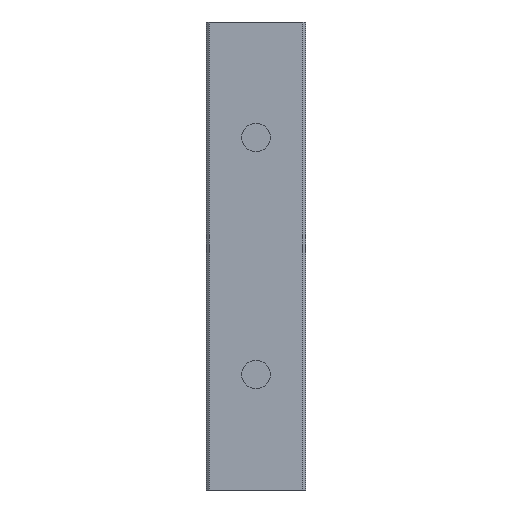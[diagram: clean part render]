
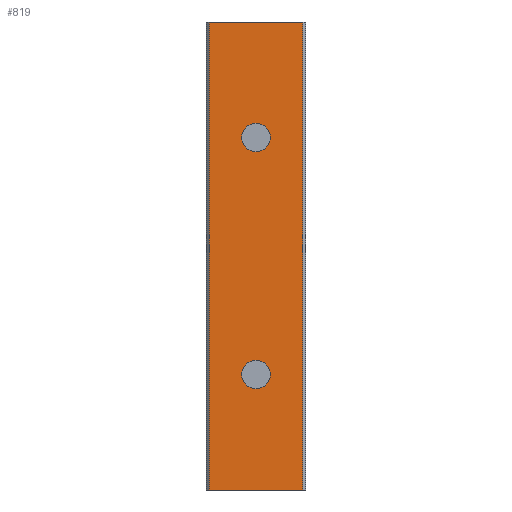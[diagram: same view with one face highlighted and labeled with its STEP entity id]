
A CAD part, front view. The second image highlights one B-rep face of the part: STEP entity #819.
In plain terms, the highlighted planar face has unit normal (0, -1, 0).
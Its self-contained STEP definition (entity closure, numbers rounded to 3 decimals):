
#31 = EDGE_CURVE ( 'NONE', #917, #912, #2131, .T. ) ;
#57 = EDGE_CURVE ( 'NONE', #944, #921, #898, .T. ) ;
#79 = EDGE_CURVE ( 'NONE', #2046, #2046, #993, .T. ) ;
#112 = EDGE_CURVE ( 'NONE', #944, #917, #1037, .T. ) ;
#135 = EDGE_CURVE ( 'NONE', #921, #912, #1076, .T. ) ;
#176 = EDGE_CURVE ( 'NONE', #2058, #2058, #1140, .T. ) ;
#208 = AXIS2_PLACEMENT_3D ( 'NONE', #1437, #1439, #1440 ) ;
#248 = AXIS2_PLACEMENT_3D ( 'NONE', #1655, #1662, #1663 ) ;
#263 = AXIS2_PLACEMENT_3D ( 'NONE', #1820, #1821, #1822 ) ;
#557 = EDGE_LOOP ( 'NONE', ( #673 ) ) ;
#567 = ORIENTED_EDGE ( 'NONE', *, *, #79, .T. ) ;
#571 = ORIENTED_EDGE ( 'NONE', *, *, #31, .T. ) ;
#576 = ORIENTED_EDGE ( 'NONE', *, *, #135, .F. ) ;
#656 = ORIENTED_EDGE ( 'NONE', *, *, #112, .T. ) ;
#659 = ORIENTED_EDGE ( 'NONE', *, *, #57, .F. ) ;
#673 = ORIENTED_EDGE ( 'NONE', *, *, #176, .T. ) ;
#733 = EDGE_LOOP ( 'NONE', ( #567 ) ) ;
#734 = EDGE_LOOP ( 'NONE', ( #576, #659, #656, #571 ) ) ;
#800 = CARTESIAN_POINT ( 'NONE',  ( 29.5, 0., -296. ) ) ;
#819 = ADVANCED_FACE ( 'NONE', ( #1187, #1190, #1194 ), #1819, .T. ) ;
#881 = VECTOR ( 'NONE', #1384, 1000. ) ;
#898 = LINE ( 'NONE', #1380, #881 ) ;
#912 = VERTEX_POINT ( 'NONE', #1990 ) ;
#917 = VERTEX_POINT ( 'NONE', #1981 ) ;
#921 = VERTEX_POINT ( 'NONE', #1996 ) ;
#944 = VERTEX_POINT ( 'NONE', #2019 ) ;
#993 = CIRCLE ( 'NONE', #208, 9. ) ;
#1037 = LINE ( 'NONE', #1511, #1038 ) ;
#1038 = VECTOR ( 'NONE', #1512, 1000. ) ;
#1076 = LINE ( 'NONE', #1560, #1077 ) ;
#1077 = VECTOR ( 'NONE', #1561, 1000. ) ;
#1140 = CIRCLE ( 'NONE', #248, 9. ) ;
#1187 = FACE_BOUND ( 'NONE', #557, .T. ) ;
#1190 = FACE_OUTER_BOUND ( 'NONE', #734, .T. ) ;
#1194 = FACE_BOUND ( 'NONE', #733, .T. ) ;
#1380 = CARTESIAN_POINT ( 'NONE',  ( -29.5, 0., -296. ) ) ;
#1384 = DIRECTION ( 'NONE',  ( 0., 0., 1. ) ) ;
#1437 = CARTESIAN_POINT ( 'NONE',  ( 0., 0., -223. ) ) ;
#1439 = DIRECTION ( 'NONE',  ( 0., 1., 0. ) ) ;
#1440 = DIRECTION ( 'NONE',  ( 0., 0., 1. ) ) ;
#1511 = CARTESIAN_POINT ( 'NONE',  ( 29.5, 0., -296. ) ) ;
#1512 = DIRECTION ( 'NONE',  ( 1., 0., 0. ) ) ;
#1560 = CARTESIAN_POINT ( 'NONE',  ( 29.5, 0., 0. ) ) ;
#1561 = DIRECTION ( 'NONE',  ( 1., 0., 0. ) ) ;
#1655 = CARTESIAN_POINT ( 'NONE',  ( 0., 0., -73. ) ) ;
#1662 = DIRECTION ( 'NONE',  ( 0., 1., 0. ) ) ;
#1663 = DIRECTION ( 'NONE',  ( 0., 0., 1. ) ) ;
#1819 = PLANE ( 'NONE',  #263 ) ;
#1820 = CARTESIAN_POINT ( 'NONE',  ( 29.5, 0., -296. ) ) ;
#1821 = DIRECTION ( 'NONE',  ( 0., -1., 0. ) ) ;
#1822 = DIRECTION ( 'NONE',  ( 1., 0., 0. ) ) ;
#1981 = CARTESIAN_POINT ( 'NONE',  ( 29.5, 0., -296. ) ) ;
#1990 = CARTESIAN_POINT ( 'NONE',  ( 29.5, 0., 0. ) ) ;
#1996 = CARTESIAN_POINT ( 'NONE',  ( -29.5, 0., 0. ) ) ;
#2019 = CARTESIAN_POINT ( 'NONE',  ( -29.5, 0., -296. ) ) ;
#2046 = VERTEX_POINT ( 'NONE', #2047 ) ;
#2047 = CARTESIAN_POINT ( 'NONE',  ( 0., 0., -214. ) ) ;
#2058 = VERTEX_POINT ( 'NONE', #2059 ) ;
#2059 = CARTESIAN_POINT ( 'NONE',  ( 0., 0., -64. ) ) ;
#2128 = DIRECTION ( 'NONE',  ( 0., 0., 1. ) ) ;
#2131 = LINE ( 'NONE', #800, #2132 ) ;
#2132 = VECTOR ( 'NONE', #2128, 1000. ) ;
